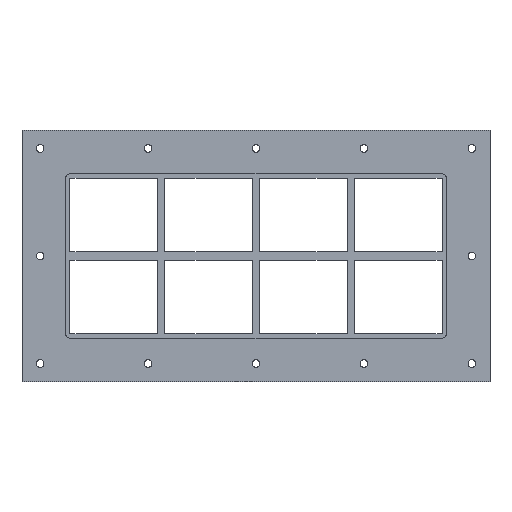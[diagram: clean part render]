
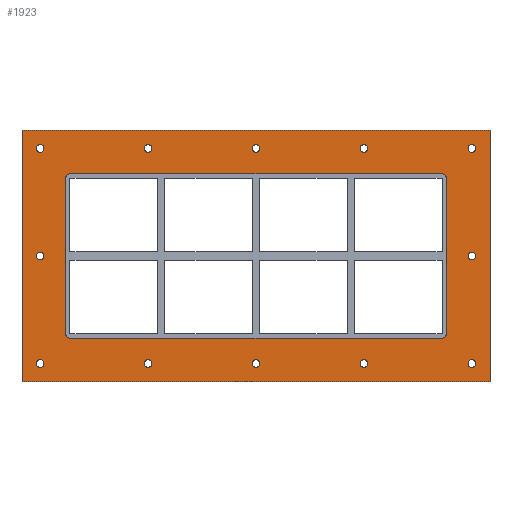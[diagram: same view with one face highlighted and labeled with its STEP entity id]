
A CAD part, front view. The second image highlights one B-rep face of the part: STEP entity #1923.
In plain terms, the highlighted planar face has unit normal (0, -1, 0).
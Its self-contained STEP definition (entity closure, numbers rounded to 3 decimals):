
#84=CARTESIAN_POINT('',(-291.75,0.0,-148.));
#85=VERTEX_POINT('',#84);
#86=CARTESIAN_POINT('',(-297.,0.0,-148.));
#87=DIRECTION('',(0.0,1.0,0.0));
#88=DIRECTION('',(1.0,0.0,0.0));
#89=AXIS2_PLACEMENT_3D('',#86,#87,#88);
#90=CIRCLE('',#89,5.25);
#91=EDGE_CURVE('',#85,#85,#90,.T.);
#112=CARTESIAN_POINT('',(302.25,0.0,0.));
#113=VERTEX_POINT('',#112);
#114=CARTESIAN_POINT('',(297.,0.0,0.));
#115=DIRECTION('',(0.0,1.0,0.0));
#116=DIRECTION('',(1.0,0.0,0.0));
#117=AXIS2_PLACEMENT_3D('',#114,#115,#116);
#118=CIRCLE('',#117,5.25);
#119=EDGE_CURVE('',#113,#113,#118,.T.);
#140=CARTESIAN_POINT('',(-291.75,0.0,0.));
#141=VERTEX_POINT('',#140);
#142=CARTESIAN_POINT('',(-297.,0.0,0.));
#143=DIRECTION('',(0.0,1.0,0.0));
#144=DIRECTION('',(1.0,0.0,0.0));
#145=AXIS2_PLACEMENT_3D('',#142,#143,#144);
#146=CIRCLE('',#145,5.25);
#147=EDGE_CURVE('',#141,#141,#146,.T.);
#168=CARTESIAN_POINT('',(-143.25,0.0,148.));
#169=VERTEX_POINT('',#168);
#170=CARTESIAN_POINT('',(-148.5,0.0,148.));
#171=DIRECTION('',(0.0,1.0,0.0));
#172=DIRECTION('',(1.0,0.0,0.0));
#173=AXIS2_PLACEMENT_3D('',#170,#171,#172);
#174=CIRCLE('',#173,5.25);
#175=EDGE_CURVE('',#169,#169,#174,.T.);
#196=CARTESIAN_POINT('',(-143.25,0.0,-148.));
#197=VERTEX_POINT('',#196);
#198=CARTESIAN_POINT('',(-148.5,0.0,-148.));
#199=DIRECTION('',(0.0,1.0,0.0));
#200=DIRECTION('',(1.0,0.0,0.0));
#201=AXIS2_PLACEMENT_3D('',#198,#199,#200);
#202=CIRCLE('',#201,5.25);
#203=EDGE_CURVE('',#197,#197,#202,.T.);
#224=CARTESIAN_POINT('',(5.25,0.0,148.));
#225=VERTEX_POINT('',#224);
#226=CARTESIAN_POINT('',(0.,0.0,148.));
#227=DIRECTION('',(0.0,1.0,0.0));
#228=DIRECTION('',(1.0,0.0,0.0));
#229=AXIS2_PLACEMENT_3D('',#226,#227,#228);
#230=CIRCLE('',#229,5.25);
#231=EDGE_CURVE('',#225,#225,#230,.T.);
#252=CARTESIAN_POINT('',(5.25,0.0,-148.));
#253=VERTEX_POINT('',#252);
#254=CARTESIAN_POINT('',(0.,0.0,-148.));
#255=DIRECTION('',(0.0,1.0,0.0));
#256=DIRECTION('',(1.0,0.0,0.0));
#257=AXIS2_PLACEMENT_3D('',#254,#255,#256);
#258=CIRCLE('',#257,5.25);
#259=EDGE_CURVE('',#253,#253,#258,.T.);
#280=CARTESIAN_POINT('',(153.75,0.0,148.));
#281=VERTEX_POINT('',#280);
#282=CARTESIAN_POINT('',(148.5,0.0,148.));
#283=DIRECTION('',(0.0,1.0,0.0));
#284=DIRECTION('',(1.0,0.0,0.0));
#285=AXIS2_PLACEMENT_3D('',#282,#283,#284);
#286=CIRCLE('',#285,5.25);
#287=EDGE_CURVE('',#281,#281,#286,.T.);
#308=CARTESIAN_POINT('',(153.75,0.0,-148.));
#309=VERTEX_POINT('',#308);
#310=CARTESIAN_POINT('',(148.5,0.0,-148.));
#311=DIRECTION('',(0.0,1.0,0.0));
#312=DIRECTION('',(1.0,0.0,0.0));
#313=AXIS2_PLACEMENT_3D('',#310,#311,#312);
#314=CIRCLE('',#313,5.25);
#315=EDGE_CURVE('',#309,#309,#314,.T.);
#336=CARTESIAN_POINT('',(302.25,0.0,-148.));
#337=VERTEX_POINT('',#336);
#338=CARTESIAN_POINT('',(297.,0.0,-148.));
#339=DIRECTION('',(0.0,1.0,0.0));
#340=DIRECTION('',(1.0,0.0,0.0));
#341=AXIS2_PLACEMENT_3D('',#338,#339,#340);
#342=CIRCLE('',#341,5.25);
#343=EDGE_CURVE('',#337,#337,#342,.T.);
#364=CARTESIAN_POINT('',(-291.75,0.0,148.));
#365=VERTEX_POINT('',#364);
#366=CARTESIAN_POINT('',(-297.,0.0,148.));
#367=DIRECTION('',(0.0,1.0,0.0));
#368=DIRECTION('',(1.0,0.0,0.0));
#369=AXIS2_PLACEMENT_3D('',#366,#367,#368);
#370=CIRCLE('',#369,5.25);
#371=EDGE_CURVE('',#365,#365,#370,.T.);
#392=CARTESIAN_POINT('',(302.25,0.0,148.));
#393=VERTEX_POINT('',#392);
#394=CARTESIAN_POINT('',(297.,0.0,148.));
#395=DIRECTION('',(0.0,1.0,0.0));
#396=DIRECTION('',(1.0,0.0,0.0));
#397=AXIS2_PLACEMENT_3D('',#394,#395,#396);
#398=CIRCLE('',#397,5.25);
#399=EDGE_CURVE('',#393,#393,#398,.T.);
#1778=CARTESIAN_POINT('',(0.0,0.0,0.0));
#1779=DIRECTION('',(0.0,1.0,0.0));
#1780=DIRECTION('',(0.0,0.0,1.0));
#1781=AXIS2_PLACEMENT_3D('',#1778,#1779,#1780);
#1782=PLANE('',#1781);
#1783=CARTESIAN_POINT('',(-322.0,0.0,173.));
#1784=VERTEX_POINT('',#1783);
#1785=CARTESIAN_POINT('',(322.0,0.0,173.));
#1786=VERTEX_POINT('',#1785);
#1787=CARTESIAN_POINT('',(-322.0,0.0,173.));
#1788=DIRECTION('',(1.0,0.0,0.0));
#1789=VECTOR('',#1788,644.0);
#1790=LINE('',#1787,#1789);
#1791=EDGE_CURVE('',#1784,#1786,#1790,.T.);
#1792=ORIENTED_EDGE('',*,*,#1791,.F.);
#1793=CARTESIAN_POINT('',(-322.0,0.0,-173.));
#1794=VERTEX_POINT('',#1793);
#1795=CARTESIAN_POINT('',(-322.0,0.0,-173.));
#1796=DIRECTION('',(0.0,0.0,1.0));
#1797=VECTOR('',#1796,346.);
#1798=LINE('',#1795,#1797);
#1799=EDGE_CURVE('',#1794,#1784,#1798,.T.);
#1800=ORIENTED_EDGE('',*,*,#1799,.F.);
#1801=CARTESIAN_POINT('',(322.0,0.0,-173.));
#1802=VERTEX_POINT('',#1801);
#1803=CARTESIAN_POINT('',(322.0,0.0,-173.));
#1804=DIRECTION('',(-1.0,0.0,0.0));
#1805=VECTOR('',#1804,644.0);
#1806=LINE('',#1803,#1805);
#1807=EDGE_CURVE('',#1802,#1794,#1806,.T.);
#1808=ORIENTED_EDGE('',*,*,#1807,.F.);
#1809=CARTESIAN_POINT('',(322.0,0.0,173.));
#1810=DIRECTION('',(0.0,0.0,-1.0));
#1811=VECTOR('',#1810,346.);
#1812=LINE('',#1809,#1811);
#1813=EDGE_CURVE('',#1786,#1802,#1812,.T.);
#1814=ORIENTED_EDGE('',*,*,#1813,.F.);
#1815=EDGE_LOOP('',(#1792,#1800,#1808,#1814));
#1816=FACE_OUTER_BOUND('',#1815,.T.);
#1817=ORIENTED_EDGE('',*,*,#91,.T.);
#1818=EDGE_LOOP('',(#1817));
#1819=FACE_BOUND('',#1818,.T.);
#1820=ORIENTED_EDGE('',*,*,#119,.T.);
#1821=EDGE_LOOP('',(#1820));
#1822=FACE_BOUND('',#1821,.T.);
#1823=ORIENTED_EDGE('',*,*,#147,.T.);
#1824=EDGE_LOOP('',(#1823));
#1825=FACE_BOUND('',#1824,.T.);
#1826=ORIENTED_EDGE('',*,*,#175,.T.);
#1827=EDGE_LOOP('',(#1826));
#1828=FACE_BOUND('',#1827,.T.);
#1829=ORIENTED_EDGE('',*,*,#203,.T.);
#1830=EDGE_LOOP('',(#1829));
#1831=FACE_BOUND('',#1830,.T.);
#1832=ORIENTED_EDGE('',*,*,#231,.T.);
#1833=EDGE_LOOP('',(#1832));
#1834=FACE_BOUND('',#1833,.T.);
#1835=ORIENTED_EDGE('',*,*,#259,.T.);
#1836=EDGE_LOOP('',(#1835));
#1837=FACE_BOUND('',#1836,.T.);
#1838=ORIENTED_EDGE('',*,*,#287,.T.);
#1839=EDGE_LOOP('',(#1838));
#1840=FACE_BOUND('',#1839,.T.);
#1841=ORIENTED_EDGE('',*,*,#315,.T.);
#1842=EDGE_LOOP('',(#1841));
#1843=FACE_BOUND('',#1842,.T.);
#1844=ORIENTED_EDGE('',*,*,#343,.T.);
#1845=EDGE_LOOP('',(#1844));
#1846=FACE_BOUND('',#1845,.T.);
#1847=ORIENTED_EDGE('',*,*,#371,.T.);
#1848=EDGE_LOOP('',(#1847));
#1849=FACE_BOUND('',#1848,.T.);
#1850=ORIENTED_EDGE('',*,*,#399,.T.);
#1851=EDGE_LOOP('',(#1850));
#1852=FACE_BOUND('',#1851,.T.);
#1853=CARTESIAN_POINT('',(-262.0,0.0,-107.));
#1854=VERTEX_POINT('',#1853);
#1855=CARTESIAN_POINT('',(-256.0,0.0,-113.));
#1856=VERTEX_POINT('',#1855);
#1857=CARTESIAN_POINT('',(-256.0,0.0,-107.));
#1858=DIRECTION('',(0.0,-1.0,0.0));
#1859=DIRECTION('',(-0.707,0.0,-0.707));
#1860=AXIS2_PLACEMENT_3D('',#1857,#1858,#1859);
#1861=CIRCLE('',#1860,6.);
#1862=EDGE_CURVE('',#1854,#1856,#1861,.T.);
#1863=ORIENTED_EDGE('',*,*,#1862,.F.);
#1864=CARTESIAN_POINT('',(-262.0,0.0,107.));
#1865=VERTEX_POINT('',#1864);
#1866=CARTESIAN_POINT('',(-262.0,0.0,107.));
#1867=DIRECTION('',(0.0,0.0,-1.0));
#1868=VECTOR('',#1867,214.);
#1869=LINE('',#1866,#1868);
#1870=EDGE_CURVE('',#1865,#1854,#1869,.T.);
#1871=ORIENTED_EDGE('',*,*,#1870,.F.);
#1872=CARTESIAN_POINT('',(-256.0,0.0,113.));
#1873=VERTEX_POINT('',#1872);
#1874=CARTESIAN_POINT('',(-256.0,0.0,107.));
#1875=DIRECTION('',(0.0,-1.0,0.0));
#1876=DIRECTION('',(-0.707,0.0,0.707));
#1877=AXIS2_PLACEMENT_3D('',#1874,#1875,#1876);
#1878=CIRCLE('',#1877,6.);
#1879=EDGE_CURVE('',#1873,#1865,#1878,.T.);
#1880=ORIENTED_EDGE('',*,*,#1879,.F.);
#1881=CARTESIAN_POINT('',(256.0,0.0,113.));
#1882=VERTEX_POINT('',#1881);
#1883=CARTESIAN_POINT('',(256.0,0.0,113.));
#1884=DIRECTION('',(-1.0,0.0,0.0));
#1885=VECTOR('',#1884,512.0);
#1886=LINE('',#1883,#1885);
#1887=EDGE_CURVE('',#1882,#1873,#1886,.T.);
#1888=ORIENTED_EDGE('',*,*,#1887,.F.);
#1889=CARTESIAN_POINT('',(262.0,0.0,107.));
#1890=VERTEX_POINT('',#1889);
#1891=CARTESIAN_POINT('',(256.0,0.0,107.));
#1892=DIRECTION('',(0.0,-1.0,0.0));
#1893=DIRECTION('',(0.707,0.0,0.707));
#1894=AXIS2_PLACEMENT_3D('',#1891,#1892,#1893);
#1895=CIRCLE('',#1894,6.);
#1896=EDGE_CURVE('',#1890,#1882,#1895,.T.);
#1897=ORIENTED_EDGE('',*,*,#1896,.F.);
#1898=CARTESIAN_POINT('',(262.0,0.0,-107.));
#1899=VERTEX_POINT('',#1898);
#1900=CARTESIAN_POINT('',(262.0,0.0,-107.));
#1901=DIRECTION('',(0.0,0.0,1.0));
#1902=VECTOR('',#1901,214.0);
#1903=LINE('',#1900,#1902);
#1904=EDGE_CURVE('',#1899,#1890,#1903,.T.);
#1905=ORIENTED_EDGE('',*,*,#1904,.F.);
#1906=CARTESIAN_POINT('',(256.0,0.0,-113.));
#1907=VERTEX_POINT('',#1906);
#1908=CARTESIAN_POINT('',(256.0,0.0,-107.));
#1909=DIRECTION('',(0.0,-1.0,0.0));
#1910=DIRECTION('',(0.707,0.0,-0.707));
#1911=AXIS2_PLACEMENT_3D('',#1908,#1909,#1910);
#1912=CIRCLE('',#1911,6.);
#1913=EDGE_CURVE('',#1907,#1899,#1912,.T.);
#1914=ORIENTED_EDGE('',*,*,#1913,.F.);
#1915=CARTESIAN_POINT('',(-256.0,0.0,-113.));
#1916=DIRECTION('',(1.0,0.0,0.0));
#1917=VECTOR('',#1916,512.0);
#1918=LINE('',#1915,#1917);
#1919=EDGE_CURVE('',#1856,#1907,#1918,.T.);
#1920=ORIENTED_EDGE('',*,*,#1919,.F.);
#1921=EDGE_LOOP('',(#1863,#1871,#1880,#1888,#1897,#1905,#1914,#1920));
#1922=FACE_BOUND('',#1921,.T.);
#1923=ADVANCED_FACE('',(#1816,#1819,#1822,#1825,#1828,#1831,#1834,#1837,#1840,#1843,#1846,#1849,#1852,#1922),#1782,.F.);
